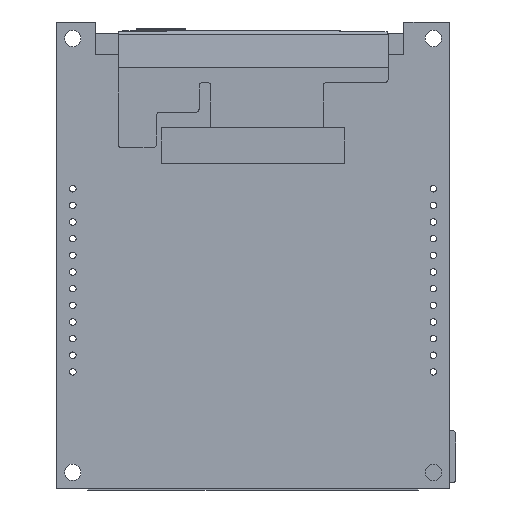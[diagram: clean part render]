
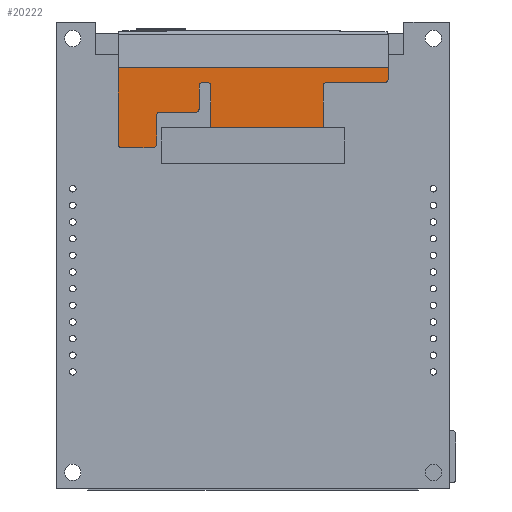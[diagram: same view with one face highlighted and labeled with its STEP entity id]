
A CAD part, front view. The second image highlights one B-rep face of the part: STEP entity #20222.
In plain terms, the highlighted face is planar.
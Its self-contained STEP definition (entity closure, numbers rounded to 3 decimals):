
#19471=DIRECTION('',(0.,1.,0.));
#19472=VECTOR('',#19471,11.65);
#19473=CARTESIAN_POINT('',(-20.6,-28.6,-0.8));
#19474=LINE('',#19473,#19472);
#19475=CARTESIAN_POINT('',(-20.1,-16.95,-0.8));
#19476=DIRECTION('',(0.,0.,-1.));
#19477=DIRECTION('',(-1.,0.,0.));
#19478=AXIS2_PLACEMENT_3D('',#19475,#19476,#19477);
#19480=DIRECTION('',(1.,0.,0.));
#19481=VECTOR('',#19480,41.2);
#19482=CARTESIAN_POINT('',(-20.6,-28.6,-0.8));
#19483=LINE('',#19482,#19481);
#19484=CARTESIAN_POINT('',(20.1,-26.85,-0.8));
#19485=DIRECTION('',(0.,0.,-1.));
#19486=DIRECTION('',(0.,1.,0.));
#19487=AXIS2_PLACEMENT_3D('',#19484,#19485,#19486);
#19489=DIRECTION('',(-1.,0.,0.));
#19490=VECTOR('',#19489,8.9);
#19491=CARTESIAN_POINT('',(20.1,-26.35,-0.8));
#19492=LINE('',#19491,#19490);
#19493=DIRECTION('',(0.,-1.,0.));
#19494=VECTOR('',#19493,8.9);
#19495=CARTESIAN_POINT('',(10.7,-16.95,-0.8));
#19496=LINE('',#19495,#19494);
#19497=CARTESIAN_POINT('',(10.2,-16.95,-0.8));
#19498=DIRECTION('',(0.,0.,-1.));
#19499=DIRECTION('',(0.,1.,0.));
#19500=AXIS2_PLACEMENT_3D('',#19497,#19498,#19499);
#19502=CARTESIAN_POINT('',(-5.92,-16.95,-0.8));
#19503=DIRECTION('',(0.,0.,-1.));
#19504=DIRECTION('',(-1.,0.,0.));
#19505=AXIS2_PLACEMENT_3D('',#19502,#19503,#19504);
#19507=DIRECTION('',(0.,-1.,0.));
#19508=VECTOR('',#19507,8.9);
#19509=CARTESIAN_POINT('',(-6.42,-16.95,-0.8));
#19510=LINE('',#19509,#19508);
#19511=DIRECTION('',(1.,0.,0.));
#19512=VECTOR('',#19511,0.8);
#19513=CARTESIAN_POINT('',(-7.72,-26.35,-0.8));
#19514=LINE('',#19513,#19512);
#19515=DIRECTION('',(0.,1.,0.));
#19516=VECTOR('',#19515,3.5);
#19517=CARTESIAN_POINT('',(-8.22,-25.85,-0.8));
#19518=LINE('',#19517,#19516);
#19519=CARTESIAN_POINT('',(-8.72,-22.35,-0.8));
#19520=DIRECTION('',(0.,0.,-1.));
#19521=DIRECTION('',(0.,1.,0.));
#19522=AXIS2_PLACEMENT_3D('',#19519,#19520,#19521);
#19524=DIRECTION('',(1.,0.,0.));
#19525=VECTOR('',#19524,5.5);
#19526=CARTESIAN_POINT('',(-14.22,-21.85,-0.8));
#19527=LINE('',#19526,#19525);
#19528=DIRECTION('',(0.,-1.,0.));
#19529=VECTOR('',#19528,4.4);
#19530=CARTESIAN_POINT('',(-14.72,-16.95,-0.8));
#19531=LINE('',#19530,#19529);
#19532=CARTESIAN_POINT('',(-15.22,-16.95,-0.8));
#19533=DIRECTION('',(0.,0.,-1.));
#19534=DIRECTION('',(0.,1.,0.));
#19535=AXIS2_PLACEMENT_3D('',#19532,#19533,#19534);
#19725=DIRECTION('',(1.,0.,0.));
#19726=VECTOR('',#19725,4.88);
#19727=CARTESIAN_POINT('',(-20.1,-16.45,-0.8));
#19728=LINE('',#19727,#19726);
#19737=DIRECTION('',(1.,0.,0.));
#19738=VECTOR('',#19737,16.12);
#19739=CARTESIAN_POINT('',(-5.92,-16.45,-0.8));
#19740=LINE('',#19739,#19738);
#19753=CARTESIAN_POINT('',(-14.22,-21.35,-0.8));
#19754=DIRECTION('',(0.,0.,1.));
#19755=DIRECTION('',(-1.,0.,0.));
#19756=AXIS2_PLACEMENT_3D('',#19753,#19754,#19755);
#19779=CARTESIAN_POINT('',(-7.72,-25.85,-0.8));
#19780=DIRECTION('',(0.,0.,1.));
#19781=DIRECTION('',(-1.,0.,0.));
#19782=AXIS2_PLACEMENT_3D('',#19779,#19780,#19781);
#19797=CARTESIAN_POINT('',(-6.92,-25.85,-0.8));
#19798=DIRECTION('',(0.,0.,1.));
#19799=DIRECTION('',(0.,-1.,0.));
#19800=AXIS2_PLACEMENT_3D('',#19797,#19798,#19799);
#19823=CARTESIAN_POINT('',(11.2,-25.85,-0.8));
#19824=DIRECTION('',(0.,0.,1.));
#19825=DIRECTION('',(-1.,0.,0.));
#19826=AXIS2_PLACEMENT_3D('',#19823,#19824,#19825);
#19845=DIRECTION('',(0.,1.,0.));
#19846=VECTOR('',#19845,1.75);
#19847=CARTESIAN_POINT('',(20.6,-28.6,-0.8));
#19848=LINE('',#19847,#19846);
#19985=CARTESIAN_POINT('',(-20.6,-28.6,-0.8));
#19986=CARTESIAN_POINT('',(20.6,-28.6,-0.8));
#19987=VERTEX_POINT('',#19985);
#19988=VERTEX_POINT('',#19986);
#20047=CARTESIAN_POINT('',(-14.72,-21.35,-0.8));
#20049=VERTEX_POINT('',#20047);
#20051=CARTESIAN_POINT('',(-14.22,-21.85,-0.8));
#20053=VERTEX_POINT('',#20051);
#20055=CARTESIAN_POINT('',(-8.22,-25.85,-0.8));
#20057=VERTEX_POINT('',#20055);
#20059=CARTESIAN_POINT('',(-7.72,-26.35,-0.8));
#20061=VERTEX_POINT('',#20059);
#20063=CARTESIAN_POINT('',(-6.92,-26.35,-0.8));
#20065=VERTEX_POINT('',#20063);
#20067=CARTESIAN_POINT('',(-6.42,-25.85,-0.8));
#20069=VERTEX_POINT('',#20067);
#20071=CARTESIAN_POINT('',(10.7,-25.85,-0.8));
#20073=VERTEX_POINT('',#20071);
#20075=CARTESIAN_POINT('',(11.2,-26.35,-0.8));
#20077=VERTEX_POINT('',#20075);
#20079=CARTESIAN_POINT('',(-20.6,-16.95,-0.8));
#20080=CARTESIAN_POINT('',(-20.1,-16.45,-0.8));
#20081=VERTEX_POINT('',#20079);
#20082=VERTEX_POINT('',#20080);
#20087=CARTESIAN_POINT('',(-15.22,-16.45,-0.8));
#20088=CARTESIAN_POINT('',(-14.72,-16.95,-0.8));
#20089=VERTEX_POINT('',#20087);
#20090=VERTEX_POINT('',#20088);
#20095=CARTESIAN_POINT('',(-8.72,-21.85,-0.8));
#20096=CARTESIAN_POINT('',(-8.22,-22.35,-0.8));
#20097=VERTEX_POINT('',#20095);
#20098=VERTEX_POINT('',#20096);
#20107=CARTESIAN_POINT('',(-6.42,-16.95,-0.8));
#20108=VERTEX_POINT('',#20107);
#20109=CARTESIAN_POINT('',(-5.92,-16.45,-0.8));
#20110=VERTEX_POINT('',#20109);
#20111=CARTESIAN_POINT('',(10.2,-16.45,-0.8));
#20112=CARTESIAN_POINT('',(10.7,-16.95,-0.8));
#20113=VERTEX_POINT('',#20111);
#20114=VERTEX_POINT('',#20112);
#20123=CARTESIAN_POINT('',(20.1,-26.35,-0.8));
#20124=VERTEX_POINT('',#20123);
#20125=CARTESIAN_POINT('',(20.6,-26.85,-0.8));
#20126=VERTEX_POINT('',#20125);
#20173=CARTESIAN_POINT('',(-20.6,-28.6,-0.8));
#20174=DIRECTION('',(0.,0.,-1.));
#20175=DIRECTION('',(0.,1.,0.));
#20176=AXIS2_PLACEMENT_3D('',#20173,#20174,#20175);
#20177=PLANE('',#20176);
#20178=ORIENTED_EDGE('',*,*,#20163,.F.);
#20179=ORIENTED_EDGE('',*,*,#20153,.F.);
#20181=ORIENTED_EDGE('',*,*,#20180,.T.);
#20183=ORIENTED_EDGE('',*,*,#20182,.T.);
#20185=ORIENTED_EDGE('',*,*,#20184,.F.);
#20187=ORIENTED_EDGE('',*,*,#20186,.T.);
#20189=ORIENTED_EDGE('',*,*,#20188,.F.);
#20191=ORIENTED_EDGE('',*,*,#20190,.F.);
#20193=ORIENTED_EDGE('',*,*,#20192,.F.);
#20195=ORIENTED_EDGE('',*,*,#20194,.F.);
#20197=ORIENTED_EDGE('',*,*,#20196,.F.);
#20199=ORIENTED_EDGE('',*,*,#20198,.T.);
#20201=ORIENTED_EDGE('',*,*,#20200,.F.);
#20203=ORIENTED_EDGE('',*,*,#20202,.F.);
#20205=ORIENTED_EDGE('',*,*,#20204,.F.);
#20207=ORIENTED_EDGE('',*,*,#20206,.T.);
#20209=ORIENTED_EDGE('',*,*,#20208,.F.);
#20211=ORIENTED_EDGE('',*,*,#20210,.F.);
#20213=ORIENTED_EDGE('',*,*,#20212,.F.);
#20215=ORIENTED_EDGE('',*,*,#20214,.F.);
#20217=ORIENTED_EDGE('',*,*,#20216,.F.);
#20219=ORIENTED_EDGE('',*,*,#20218,.F.);
#20220=EDGE_LOOP('',(#20178,#20179,#20181,#20183,#20185,#20187,#20189,#20191,
#20193,#20195,#20197,#20199,#20201,#20203,#20205,#20207,#20209,#20211,#20213,
#20215,#20217,#20219));
#20221=FACE_OUTER_BOUND('',#20220,.F.);
#19479=CIRCLE('',#19478,0.5);
#19488=CIRCLE('',#19487,0.5);
#19501=CIRCLE('',#19500,0.5);
#19506=CIRCLE('',#19505,0.5);
#19523=CIRCLE('',#19522,0.5);
#19536=CIRCLE('',#19535,0.5);
#19757=CIRCLE('',#19756,0.5);
#19783=CIRCLE('',#19782,0.5);
#19801=CIRCLE('',#19800,0.5);
#19827=CIRCLE('',#19826,0.5);
#20153=EDGE_CURVE('',#19987,#20081,#19474,.T.);
#20163=EDGE_CURVE('',#20081,#20082,#19479,.T.);
#20180=EDGE_CURVE('',#19987,#19988,#19483,.T.);
#20182=EDGE_CURVE('',#19988,#20126,#19848,.T.);
#20184=EDGE_CURVE('',#20124,#20126,#19488,.T.);
#20186=EDGE_CURVE('',#20124,#20077,#19492,.T.);
#20188=EDGE_CURVE('',#20073,#20077,#19827,.T.);
#20190=EDGE_CURVE('',#20114,#20073,#19496,.T.);
#20192=EDGE_CURVE('',#20113,#20114,#19501,.T.);
#20194=EDGE_CURVE('',#20110,#20113,#19740,.T.);
#20196=EDGE_CURVE('',#20108,#20110,#19506,.T.);
#20198=EDGE_CURVE('',#20108,#20069,#19510,.T.);
#20200=EDGE_CURVE('',#20065,#20069,#19801,.T.);
#20202=EDGE_CURVE('',#20061,#20065,#19514,.T.);
#20204=EDGE_CURVE('',#20057,#20061,#19783,.T.);
#20206=EDGE_CURVE('',#20057,#20098,#19518,.T.);
#20208=EDGE_CURVE('',#20097,#20098,#19523,.T.);
#20210=EDGE_CURVE('',#20053,#20097,#19527,.T.);
#20212=EDGE_CURVE('',#20049,#20053,#19757,.T.);
#20214=EDGE_CURVE('',#20090,#20049,#19531,.T.);
#20216=EDGE_CURVE('',#20089,#20090,#19536,.T.);
#20218=EDGE_CURVE('',#20082,#20089,#19728,.T.);
#20222=ADVANCED_FACE('',(#20221),#20177,.T.);
